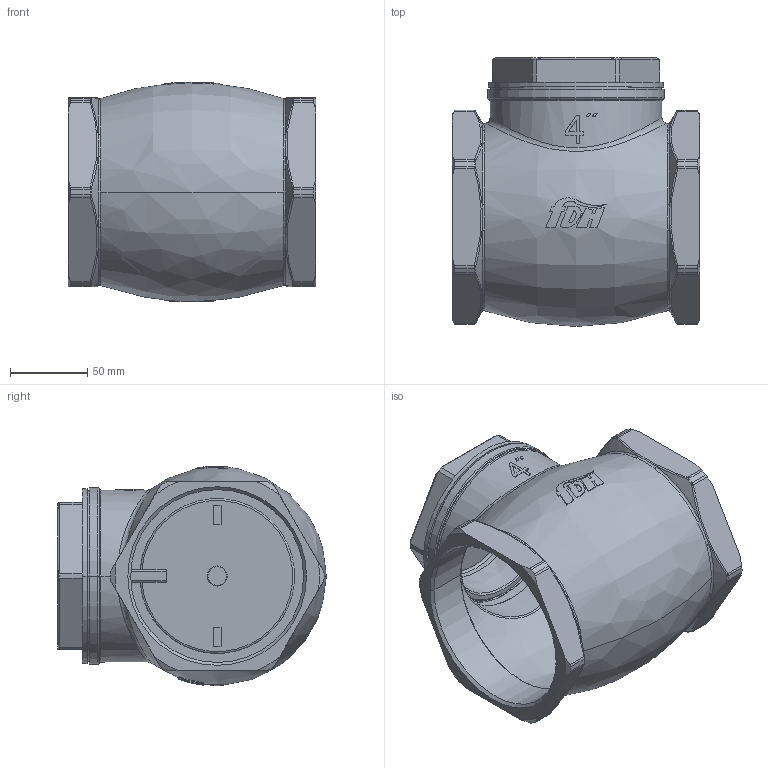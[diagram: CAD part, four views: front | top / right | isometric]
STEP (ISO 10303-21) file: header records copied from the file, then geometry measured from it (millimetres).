
FILE_DESCRIPTION(/* description */ ('Unknown'),/* implementation_level */ '2;1');
FILE_NAME(/* name */ '1052-12',/* time_stamp */ '2024-03-05T10:21:04+01:00',/* author */ ('Unknown'),/* organization */ ('Unknown'),/* preprocessor_version */ 'ST-DEVELOPER v19.4',/* originating_system */ 'Solid Edge',/* authorisation */ 'Unknown');
FILE_SCHEMA (('AUTOMOTIVE_DESIGN {1 0 10303 214 3 1 1}'));
Length unit declared in the file: millimetre
Products named in the file (9): 1052-12; F501-100-1; F501-100-4_F; F501-100-2; F501-100-3R_F_ASM; F501-100-3R_F; F501-100-5R_F; F501-100-6R_F; F501-65-7R_F
Assembly tree (8 placements, depth 3):
  1052-12
    F501-100-1
    F501-100-4_F
    F501-100-2
    F501-100-3R_F_ASM
      F501-100-3R_F
      F501-100-5R_F
      F501-100-6R_F
      F501-65-7R_F
Bounding box: 160 x 173.5 x 141.95 mm (x, y, z)
Volume: 576478.9 mm3; surface area: 234830.7 mm2
Topology: 7 solids, 7 shells, 523 faces, 1308 edges, 828 vertices
Faces by surface type: plane 146, cylinder 138, bspline 104, cone 70, torus 61, sphere 4
Entity records: 26617 total; most frequent: CARTESIAN_POINT 15170, ORIENTED_EDGE 2612, DIRECTION 1901, EDGE_CURVE 1306, VERTEX_POINT 828, AXIS2_PLACEMENT_3D 751, B_SPLINE_CURVE_WITH_KNOTS 584, EDGE_LOOP 564
